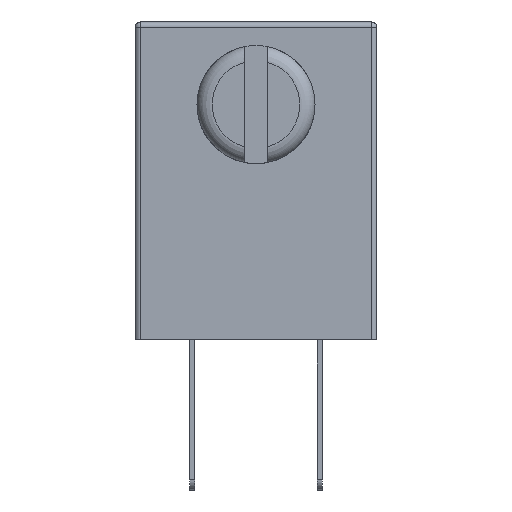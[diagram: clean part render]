
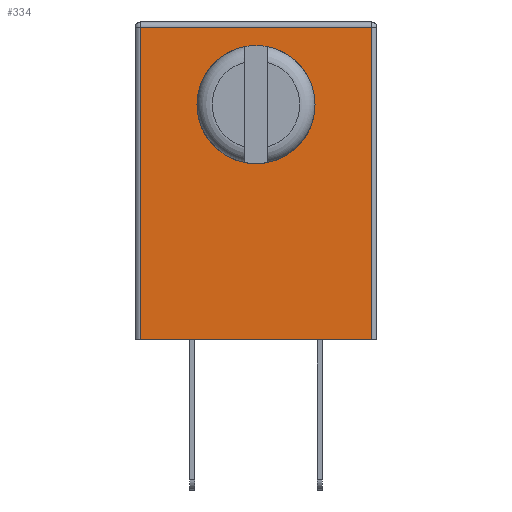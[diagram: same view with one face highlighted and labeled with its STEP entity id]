
A CAD part, left-side view. The second image highlights one B-rep face of the part: STEP entity #334.
In plain terms, the highlighted planar face has unit normal (-1, 0, 0).
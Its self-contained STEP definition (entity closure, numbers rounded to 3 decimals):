
#128 = VERTEX_POINT('',#129);
#129 = CARTESIAN_POINT('',(-18.42,3.579,6.344));
#136 = EDGE_CURVE('',#128,#137,#139,.T.);
#137 = VERTEX_POINT('',#138);
#138 = CARTESIAN_POINT('',(-18.42,-1.039,6.344));
#139 = LINE('',#140,#141);
#140 = CARTESIAN_POINT('',(-18.42,3.579,6.344));
#141 = VECTOR('',#142,1.);
#142 = DIRECTION('',(0.,-1.,0.));
#334 = ADVANCED_FACE('',(#335,#360),#371,.F.);
#335 = FACE_BOUND('',#336,.F.);
#336 = EDGE_LOOP('',(#337,#345,#353,#359));
#337 = ORIENTED_EDGE('',*,*,#338,.F.);
#338 = EDGE_CURVE('',#339,#137,#341,.T.);
#339 = VERTEX_POINT('',#340);
#340 = CARTESIAN_POINT('',(-18.42,-1.039,0.1));
#341 = LINE('',#342,#343);
#342 = CARTESIAN_POINT('',(-18.42,-1.039,0.1));
#343 = VECTOR('',#344,1.);
#344 = DIRECTION('',(0.,0.,1.));
#345 = ORIENTED_EDGE('',*,*,#346,.F.);
#346 = EDGE_CURVE('',#347,#339,#349,.T.);
#347 = VERTEX_POINT('',#348);
#348 = CARTESIAN_POINT('',(-18.42,3.579,0.1));
#349 = LINE('',#350,#351);
#350 = CARTESIAN_POINT('',(-18.42,3.685,0.1));
#351 = VECTOR('',#352,1.);
#352 = DIRECTION('',(0.,-1.,0.));
#353 = ORIENTED_EDGE('',*,*,#354,.T.);
#354 = EDGE_CURVE('',#347,#128,#355,.T.);
#355 = LINE('',#356,#357);
#356 = CARTESIAN_POINT('',(-18.42,3.579,0.1));
#357 = VECTOR('',#358,1.);
#358 = DIRECTION('',(0.,0.,1.));
#359 = ORIENTED_EDGE('',*,*,#136,.T.);
#360 = FACE_BOUND('',#361,.F.);
#361 = EDGE_LOOP('',(#362));
#362 = ORIENTED_EDGE('',*,*,#363,.F.);
#363 = EDGE_CURVE('',#364,#364,#366,.T.);
#364 = VERTEX_POINT('',#365);
#365 = CARTESIAN_POINT('',(-18.42,1.27,5.98));
#366 = CIRCLE('',#367,1.18);
#367 = AXIS2_PLACEMENT_3D('',#368,#369,#370);
#368 = CARTESIAN_POINT('',(-18.42,1.27,4.8));
#369 = DIRECTION('',(1.,0.,0.));
#370 = DIRECTION('',(0.,0.,1.));
#371 = PLANE('',#372);
#372 = AXIS2_PLACEMENT_3D('',#373,#374,#375);
#373 = CARTESIAN_POINT('',(-18.42,3.685,0.1));
#374 = DIRECTION('',(1.,0.,0.));
#375 = DIRECTION('',(0.,-1.,0.));
